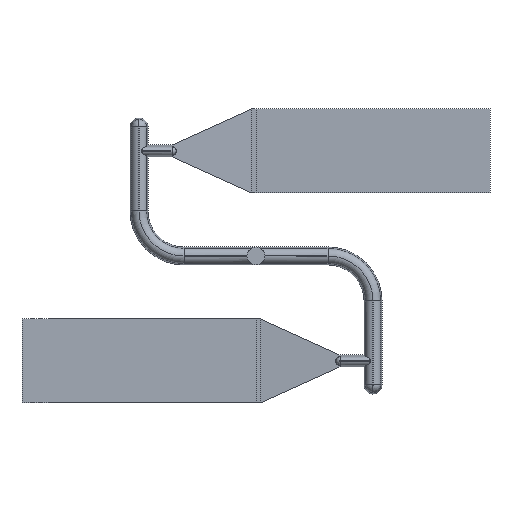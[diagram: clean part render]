
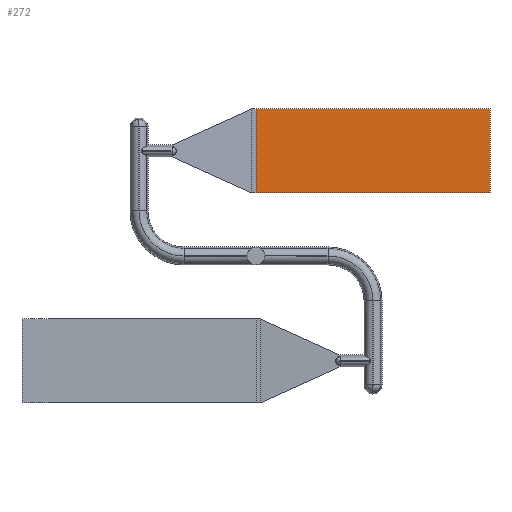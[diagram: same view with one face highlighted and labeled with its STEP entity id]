
A CAD part, front view. The second image highlights one B-rep face of the part: STEP entity #272.
In plain terms, the highlighted planar face has unit normal (0, -1, 0).
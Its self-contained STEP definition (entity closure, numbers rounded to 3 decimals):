
#124 = EDGE_CURVE ( 'NONE', #1802, #1997, #1652, .T. ) ;
#145 = FACE_OUTER_BOUND ( 'NONE', #963, .T. ) ;
#174 = CARTESIAN_POINT ( 'NONE',  ( 78., -3., 21. ) ) ;
#272 = ADVANCED_FACE ( 'NONE', ( #145 ), #1277, .F. ) ;
#309 = CARTESIAN_POINT ( 'NONE',  ( 0., -3., 49. ) ) ;
#336 = EDGE_CURVE ( 'NONE', #1997, #1767, #2426, .T. ) ;
#350 = DIRECTION ( 'NONE',  ( -1., 0., 0. ) ) ;
#415 = ORIENTED_EDGE ( 'NONE', *, *, #336, .F. ) ;
#462 = DIRECTION ( 'NONE',  ( 0., 0., -1. ) ) ;
#552 = VECTOR ( 'NONE', #350, 1000. ) ;
#644 = LINE ( 'NONE', #876, #2415 ) ;
#653 = EDGE_CURVE ( 'NONE', #1767, #1671, #1248, .T. ) ;
#712 = ORIENTED_EDGE ( 'NONE', *, *, #124, .F. ) ;
#876 = CARTESIAN_POINT ( 'NONE',  ( 0., -3., 21. ) ) ;
#963 = EDGE_LOOP ( 'NONE', ( #1372, #2739, #415, #712 ) ) ;
#973 = CARTESIAN_POINT ( 'NONE',  ( 78., -3., 49. ) ) ;
#986 = VECTOR ( 'NONE', #462, 1000. ) ;
#1029 = CARTESIAN_POINT ( 'NONE',  ( 0., -3., 0. ) ) ;
#1226 = CARTESIAN_POINT ( 'NONE',  ( 0., -3., 21. ) ) ;
#1248 = LINE ( 'NONE', #2337, #552 ) ;
#1277 = PLANE ( 'NONE',  #1495 ) ;
#1372 = ORIENTED_EDGE ( 'NONE', *, *, #2080, .F. ) ;
#1495 = AXIS2_PLACEMENT_3D ( 'NONE', #1029, #2147, #1903 ) ;
#1652 = LINE ( 'NONE', #309, #2729 ) ;
#1671 = VERTEX_POINT ( 'NONE', #1226 ) ;
#1767 = VERTEX_POINT ( 'NONE', #174 ) ;
#1802 = VERTEX_POINT ( 'NONE', #1978 ) ;
#1903 = DIRECTION ( 'NONE',  ( 0., 0., 1. ) ) ;
#1978 = CARTESIAN_POINT ( 'NONE',  ( 0., -3., 49. ) ) ;
#1997 = VERTEX_POINT ( 'NONE', #973 ) ;
#2018 = CARTESIAN_POINT ( 'NONE',  ( 78., -3., 21. ) ) ;
#2080 = EDGE_CURVE ( 'NONE', #1671, #1802, #644, .T. ) ;
#2147 = DIRECTION ( 'NONE',  ( 0., 1., 0. ) ) ;
#2337 = CARTESIAN_POINT ( 'NONE',  ( 0., -3., 21. ) ) ;
#2415 = VECTOR ( 'NONE', #2792, 1000. ) ;
#2426 = LINE ( 'NONE', #2018, #986 ) ;
#2729 = VECTOR ( 'NONE', #2743, 1000. ) ;
#2739 = ORIENTED_EDGE ( 'NONE', *, *, #653, .F. ) ;
#2743 = DIRECTION ( 'NONE',  ( 1., 0., 0. ) ) ;
#2792 = DIRECTION ( 'NONE',  ( 0., 0., 1. ) ) ;
